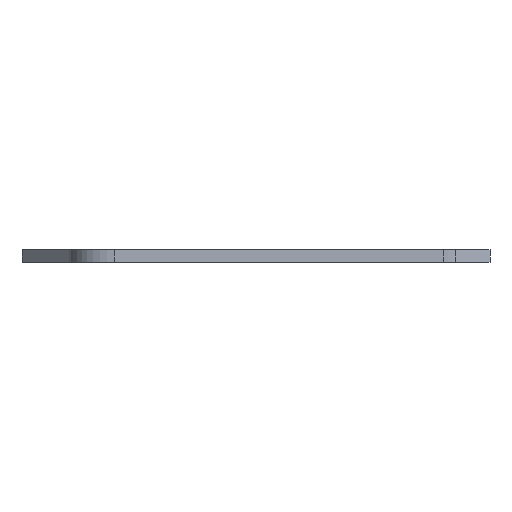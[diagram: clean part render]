
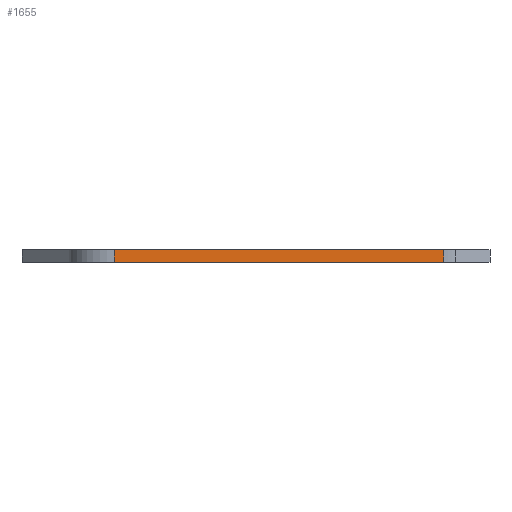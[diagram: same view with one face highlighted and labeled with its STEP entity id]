
A CAD part, left-side view. The second image highlights one B-rep face of the part: STEP entity #1655.
In plain terms, the highlighted planar face has unit normal (-0.999, -0.036, 0).
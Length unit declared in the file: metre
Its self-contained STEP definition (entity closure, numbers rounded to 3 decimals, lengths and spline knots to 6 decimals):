
#318=ORIENTED_EDGE('',*,*,#789,.T.);
#319=ORIENTED_EDGE('',*,*,#729,.F.);
#320=ORIENTED_EDGE('',*,*,#791,.F.);
#321=ORIENTED_EDGE('',*,*,#792,.T.);
#729=EDGE_CURVE('',#969,#970,#1097,.T.);
#789=EDGE_CURVE('',#1023,#970,#1127,.T.);
#791=EDGE_CURVE('',#1024,#969,#1128,.T.);
#792=EDGE_CURVE('',#1024,#1023,#1129,.T.);
#969=VERTEX_POINT('',#2642);
#970=VERTEX_POINT('',#2644);
#1023=VERTEX_POINT('',#2764);
#1024=VERTEX_POINT('',#2768);
#1097=LINE('',#2643,#1237);
#1127=LINE('',#2763,#1267);
#1128=LINE('',#2767,#1268);
#1129=LINE('',#2769,#1269);
#1237=VECTOR('',#2079,1.);
#1267=VECTOR('',#2183,1.);
#1268=VECTOR('',#2188,1.);
#1269=VECTOR('',#2189,1.);
#1362=EDGE_LOOP('',(#318,#319,#320,#321));
#1492=FACE_BOUND('',#1362,.T.);
#1611=PLANE('',#1838);
#1655=ADVANCED_FACE('',(#1492),#1611,.T.);
#1838=AXIS2_PLACEMENT_3D('',#2766,#2186,#2187);
#2079=DIRECTION('',(0.036,-0.999,0.));
#2183=DIRECTION('',(0.,0.,1.));
#2186=DIRECTION('',(-0.999,-0.036,0.));
#2187=DIRECTION('',(0.036,-0.999,0.));
#2188=DIRECTION('',(0.,0.,1.));
#2189=DIRECTION('',(0.036,-0.999,0.));
#2642=CARTESIAN_POINT('',(-0.080654,0.03757,0.));
#2643=CARTESIAN_POINT('',(-0.079151,-0.003626,0.));
#2644=CARTESIAN_POINT('',(-0.077648,-0.044823,0.));
#2763=CARTESIAN_POINT('',(-0.077648,-0.044823,-0.003));
#2764=CARTESIAN_POINT('',(-0.077648,-0.044823,-0.003));
#2766=CARTESIAN_POINT('',(-0.079151,-0.003626,-0.003));
#2767=CARTESIAN_POINT('',(-0.080654,0.03757,-0.003));
#2768=CARTESIAN_POINT('',(-0.080654,0.03757,-0.003));
#2769=CARTESIAN_POINT('',(-0.079151,-0.003626,-0.003));
